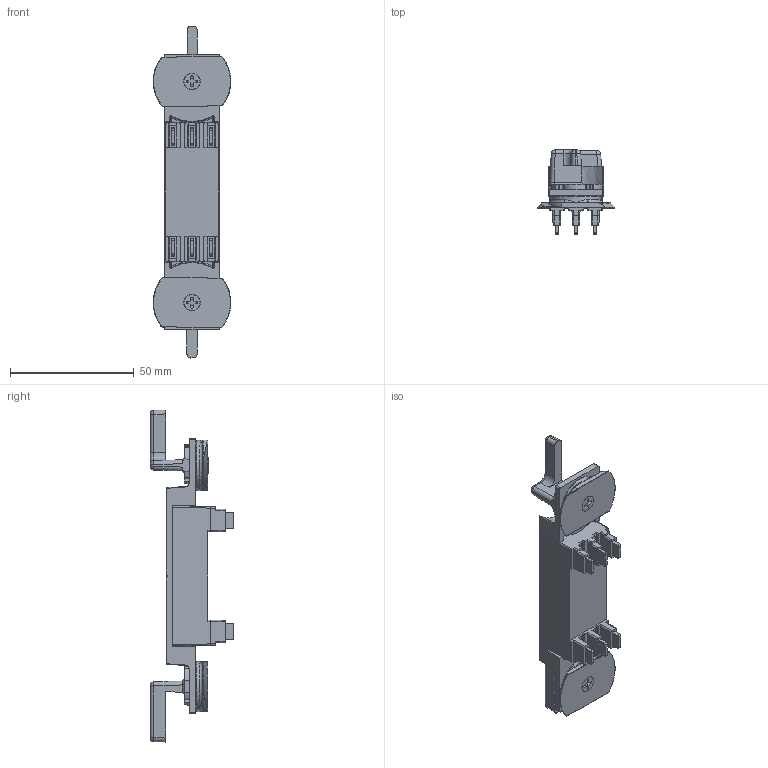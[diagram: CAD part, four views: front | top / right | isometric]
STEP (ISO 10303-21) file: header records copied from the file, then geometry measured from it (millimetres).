
FILE_DESCRIPTION(/* description */ (''),/* implementation_level */ '2;1');
FILE_NAME(/* name */ 'M-JI.stp',/* time_stamp */ '2024-01-29T11:55:37-05:00',/* author */ ('DanielTentori'),/* organization */ (''),/* preprocessor_version */ 'ST-DEVELOPER v19',/* originating_system */ 'Autodesk Inventor 2023',/* authorisation */ '');
FILE_SCHEMA (('AUTOMOTIVE_DESIGN { 1 0 10303 214 3 1 1 }'));
Products named in the file (15): INSERT JOINER ASSY OCT-11-2023 solids; MB-KT-NC 3-1 (L) 10-11-2023; knob bottom; MB-KT-NC 3-1 (R) 10-11-2023; JOINER INSERT CT 10-17-2023; JOINER INSERT CB 10-17-2023_plcds; knob bottom_MIR; copper bar; 95893A615_Flat Head Thread-Forming Screws for Plastic; 95893A615_Flat Head Thread-Forming Screws for Plastic_MIR; 95893A615_Flat Head Thread-Forming Screws for Plastic_MIR1; 95893A615_Flat Head Thread-Forming Screws for Plastic_MIR_MIR; 90048A146_Phillips Flat Head Screws for Sheet Metal; 90048A146_Phillips Flat Head Screws for Sheet Metal_MIR; spring century 133
Assembly tree (14 placements, depth 2):
  INSERT JOINER ASSY OCT-11-2023 solids
    MB-KT-NC 3-1 (L) 10-11-2023
    knob bottom
    MB-KT-NC 3-1 (R) 10-11-2023
    JOINER INSERT CT 10-17-2023
    JOINER INSERT CB 10-17-2023_plcds
    knob bottom_MIR
    copper bar
    95893A615_Flat Head Thread-Forming Screws for Plastic
    95893A615_Flat Head Thread-Forming Screws for Plastic_MIR
    95893A615_Flat Head Thread-Forming Screws for Plastic_MIR1
    95893A615_Flat Head Thread-Forming Screws for Plastic_MIR_MIR
    90048A146_Phillips Flat Head Screws for Sheet Metal
    90048A146_Phillips Flat Head Screws for Sheet Metal_MIR
    spring century 133
Bounding box: 31.38 x 33.91 x 134.05 mm (x, y, z)
Volume: 30170.2 mm3; surface area: 31997.8 mm2
Topology: 21 solids, 21 shells, 1553 faces, 4215 edges, 2767 vertices
Faces by surface type: plane 536, cylinder 501, cone 261, bspline 175, sphere 42, torus 38
Full cylindrical faces by diameter (mm): 1.707 x28, 2.13 x4, 2.527 x2, 3.505 x2, 8.382 x2, 20.32 x2
Entity records: 77286 total; most frequent: CARTESIAN_POINT 38955, ORIENTED_EDGE 8268, DIRECTION 7224, EDGE_CURVE 4134, VERTEX_POINT 2659, AXIS2_PLACEMENT_3D 2636, LINE 1952, VECTOR 1952
